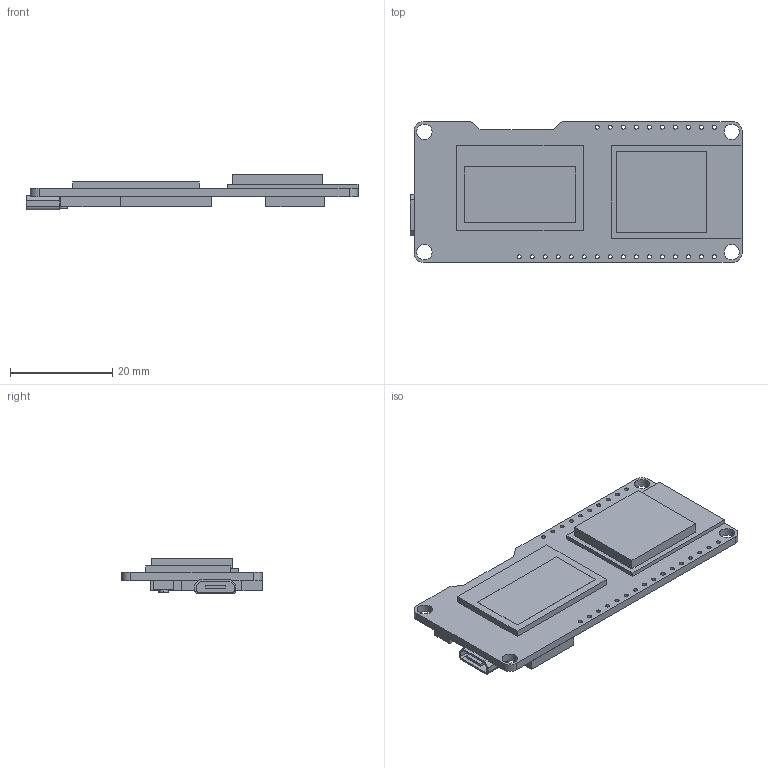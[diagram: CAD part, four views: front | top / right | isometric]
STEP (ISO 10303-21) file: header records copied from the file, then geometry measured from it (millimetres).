
FILE_DESCRIPTION (( 'STEP AP203' ), '1' );
FILE_NAME ('ESP32+0.96 oled.STEP', '2021-09-21T14:46:25', ( '' ), ( '' ), 'SwSTEP 2.0', 'SolidWorks 2020', '' );
FILE_SCHEMA (( 'CONFIG_CONTROL_DESIGN' ));
Length unit declared in the file: millimetre
Products named in the file (1): ESP32+0.96 oled
Bounding box: 64.8 x 27.5 x 7 mm (x, y, z)
Volume: 5629.3 mm3; surface area: 7830.5 mm2
Topology: 5 solids, 5 shells, 158 faces, 420 edges, 280 vertices
Faces by surface type: plane 82, cylinder 76
Entity records: 5145 total; most frequent: DIRECTION 890, CARTESIAN_POINT 859, ORIENTED_EDGE 840, EDGE_CURVE 420, AXIS2_PLACEMENT_3D 311, VERTEX_POINT 280, LINE 268, VECTOR 268
